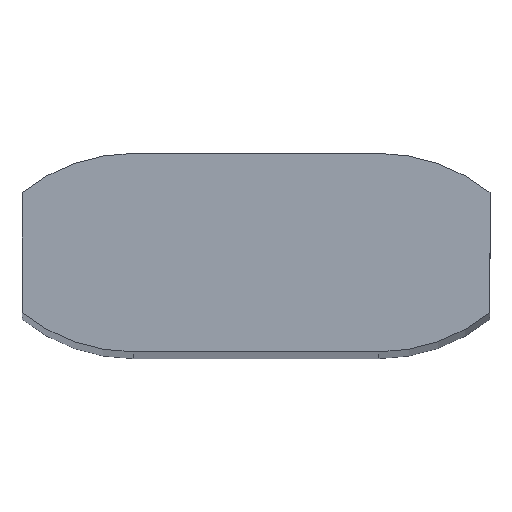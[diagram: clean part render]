
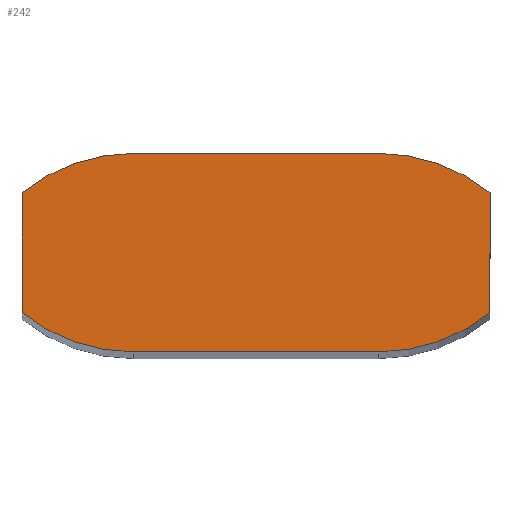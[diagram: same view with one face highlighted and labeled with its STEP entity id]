
A CAD part, top view. The second image highlights one B-rep face of the part: STEP entity #242.
In plain terms, the highlighted planar face has unit normal (0, 0, 1).
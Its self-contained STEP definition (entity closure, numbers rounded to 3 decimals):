
#2 = ORIENTED_EDGE ( 'NONE', *, *, #315, .T. ) ;
#12 = ORIENTED_EDGE ( 'NONE', *, *, #272, .T. ) ;
#20 = DIRECTION ( 'NONE',  ( 1., 0., 0. ) ) ;
#23 = DIRECTION ( 'NONE',  ( 1., 0., 0. ) ) ;
#25 = VERTEX_POINT ( 'NONE', #149 ) ;
#34 = ORIENTED_EDGE ( 'NONE', *, *, #132, .F. ) ;
#37 = VECTOR ( 'NONE', #45, 1000. ) ;
#43 = ORIENTED_EDGE ( 'NONE', *, *, #364, .T. ) ;
#44 = CARTESIAN_POINT ( 'NONE',  ( -72.5, -18.584, 600. ) ) ;
#45 = DIRECTION ( 'NONE',  ( 0., 1., 0. ) ) ;
#48 = CIRCLE ( 'NONE', #256, 55. ) ;
#57 = LINE ( 'NONE', #215, #37 ) ;
#61 = DIRECTION ( 'NONE',  ( 1., 0., 0. ) ) ;
#67 = AXIS2_PLACEMENT_3D ( 'NONE', #127, #190, #23 ) ;
#70 = CARTESIAN_POINT ( 'NONE',  ( 72.5, 18.584, 600. ) ) ;
#72 = VERTEX_POINT ( 'NONE', #322 ) ;
#91 = AXIS2_PLACEMENT_3D ( 'NONE', #203, #140, #166 ) ;
#97 = VERTEX_POINT ( 'NONE', #359 ) ;
#99 = VERTEX_POINT ( 'NONE', #112 ) ;
#100 = EDGE_CURVE ( 'NONE', #222, #197, #175, .T. ) ;
#112 = CARTESIAN_POINT ( 'NONE',  ( 38., 30.75, 600. ) ) ;
#122 = CARTESIAN_POINT ( 'NONE',  ( 38., 24.25, 600. ) ) ;
#124 = AXIS2_PLACEMENT_3D ( 'NONE', #122, #303, #183 ) ;
#127 = CARTESIAN_POINT ( 'NONE',  ( 0., 0., 600. ) ) ;
#131 = PLANE ( 'NONE',  #67 ) ;
#132 = EDGE_CURVE ( 'NONE', #197, #99, #312, .T. ) ;
#134 = FACE_OUTER_BOUND ( 'NONE', #285, .T. ) ;
#139 = AXIS2_PLACEMENT_3D ( 'NONE', #206, #236, #61 ) ;
#140 = DIRECTION ( 'NONE',  ( 0., 0., 1. ) ) ;
#147 = VECTOR ( 'NONE', #20, 1000. ) ;
#149 = CARTESIAN_POINT ( 'NONE',  ( 72.5, -18.584, 600. ) ) ;
#152 = ORIENTED_EDGE ( 'NONE', *, *, #238, .T. ) ;
#154 = ORIENTED_EDGE ( 'NONE', *, *, #204, .F. ) ;
#155 = DIRECTION ( 'NONE',  ( 0., 0., -1. ) ) ;
#156 = DIRECTION ( 'NONE',  ( 1., 0., 0. ) ) ;
#161 = ORIENTED_EDGE ( 'NONE', *, *, #100, .F. ) ;
#164 = ORIENTED_EDGE ( 'NONE', *, *, #237, .T. ) ;
#166 = DIRECTION ( 'NONE',  ( 1., 0., 0. ) ) ;
#168 = CARTESIAN_POINT ( 'NONE',  ( -72.5, 0., 600. ) ) ;
#175 = CIRCLE ( 'NONE', #139, 55. ) ;
#183 = DIRECTION ( 'NONE',  ( 1., 0., 0. ) ) ;
#186 = CARTESIAN_POINT ( 'NONE',  ( -38., 30.75, 600. ) ) ;
#187 = CARTESIAN_POINT ( 'NONE',  ( -72.5, 18.584, 600. ) ) ;
#188 = LINE ( 'NONE', #189, #147 ) ;
#189 = CARTESIAN_POINT ( 'NONE',  ( 0., -30.75, 600. ) ) ;
#190 = DIRECTION ( 'NONE',  ( 0., 0., 1. ) ) ;
#196 = LINE ( 'NONE', #168, #269 ) ;
#197 = VERTEX_POINT ( 'NONE', #186 ) ;
#203 = CARTESIAN_POINT ( 'NONE',  ( -38., 24.25, 600. ) ) ;
#204 = EDGE_CURVE ( 'NONE', #99, #279, #48, .T. ) ;
#206 = CARTESIAN_POINT ( 'NONE',  ( -38., -24.25, 600. ) ) ;
#215 = CARTESIAN_POINT ( 'NONE',  ( 72.5, 0., 600. ) ) ;
#218 = VERTEX_POINT ( 'NONE', #44 ) ;
#221 = CIRCLE ( 'NONE', #91, 55. ) ;
#222 = VERTEX_POINT ( 'NONE', #187 ) ;
#236 = DIRECTION ( 'NONE',  ( 0., 0., -1. ) ) ;
#237 = EDGE_CURVE ( 'NONE', #97, #25, #323, .T. ) ;
#238 = EDGE_CURVE ( 'NONE', #25, #279, #57, .T. ) ;
#242 = ADVANCED_FACE ( 'NONE', ( #134 ), #131, .T. ) ;
#256 = AXIS2_PLACEMENT_3D ( 'NONE', #365, #155, #156 ) ;
#269 = VECTOR ( 'NONE', #321, 1000. ) ;
#272 = EDGE_CURVE ( 'NONE', #72, #97, #188, .T. ) ;
#279 = VERTEX_POINT ( 'NONE', #70 ) ;
#285 = EDGE_LOOP ( 'NONE', ( #164, #152, #154, #34, #161, #43, #2, #12 ) ) ;
#303 = DIRECTION ( 'NONE',  ( 0., 0., 1. ) ) ;
#305 = DIRECTION ( 'NONE',  ( 1., 0., 0. ) ) ;
#312 = LINE ( 'NONE', #333, #344 ) ;
#315 = EDGE_CURVE ( 'NONE', #218, #72, #221, .T. ) ;
#321 = DIRECTION ( 'NONE',  ( 0., -1., 0. ) ) ;
#322 = CARTESIAN_POINT ( 'NONE',  ( -38., -30.75, 600. ) ) ;
#323 = CIRCLE ( 'NONE', #124, 55. ) ;
#333 = CARTESIAN_POINT ( 'NONE',  ( 0., 30.75, 600. ) ) ;
#344 = VECTOR ( 'NONE', #305, 1000. ) ;
#359 = CARTESIAN_POINT ( 'NONE',  ( 38., -30.75, 600. ) ) ;
#364 = EDGE_CURVE ( 'NONE', #222, #218, #196, .T. ) ;
#365 = CARTESIAN_POINT ( 'NONE',  ( 38., -24.25, 600. ) ) ;
